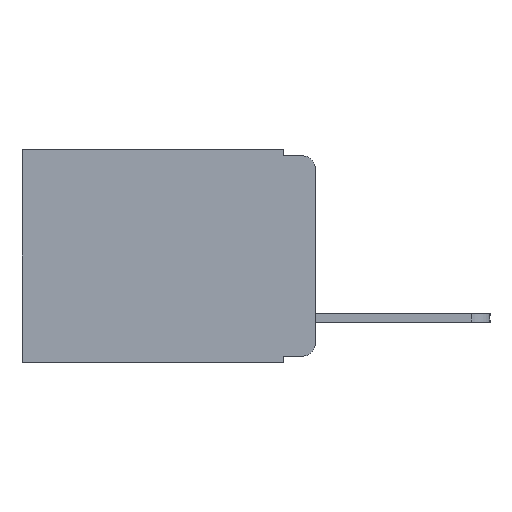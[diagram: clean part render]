
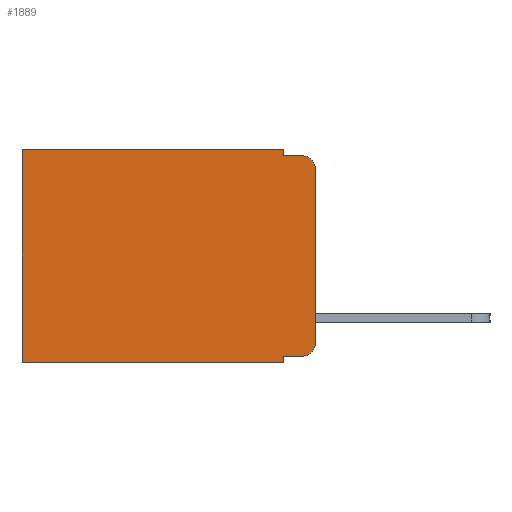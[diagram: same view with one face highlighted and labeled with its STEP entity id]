
A CAD part, left-side view. The second image highlights one B-rep face of the part: STEP entity #1889.
In plain terms, the highlighted planar face has unit normal (-1, 0, 0).
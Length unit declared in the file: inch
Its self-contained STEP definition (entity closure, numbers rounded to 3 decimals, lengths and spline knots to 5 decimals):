
#295 = VERTEX_POINT ( 'NONE', #5131 ) ;
#621 = CARTESIAN_POINT ( 'NONE',  ( 0.298, 0.051, -0.333 ) ) ;
#627 = ORIENTED_EDGE ( 'NONE', *, *, #9465, .F. ) ;
#822 = EDGE_CURVE ( 'NONE', #2115, #4672, #3611, .T. ) ;
#858 = CARTESIAN_POINT ( 'NONE',  ( 0.298, 0., -0.03 ) ) ;
#1039 = ORIENTED_EDGE ( 'NONE', *, *, #6630, .T. ) ;
#1047 = CIRCLE ( 'NONE', #8765, 0.02 ) ;
#1048 = VECTOR ( 'NONE', #5336, 39.37008 ) ;
#1164 = PLANE ( 'NONE',  #4192 ) ;
#1169 = ORIENTED_EDGE ( 'NONE', *, *, #2684, .F. ) ;
#1185 = DIRECTION ( 'NONE',  ( 0., 1., 0. ) ) ;
#1433 = CARTESIAN_POINT ( 'NONE',  ( 0.298, 0.473, 0. ) ) ;
#1457 = DIRECTION ( 'NONE',  ( 0., 0., -1. ) ) ;
#1640 = LINE ( 'NONE', #3467, #6017 ) ;
#1734 = ORIENTED_EDGE ( 'NONE', *, *, #6050, .F. ) ;
#1889 = ADVANCED_FACE ( 'NONE', ( #10172 ), #1164, .F. ) ;
#1939 = DIRECTION ( 'NONE',  ( 0., 0., -1. ) ) ;
#2115 = VERTEX_POINT ( 'NONE', #858 ) ;
#2461 = CARTESIAN_POINT ( 'NONE',  ( 0.298, 0.02, -0.333 ) ) ;
#2529 = EDGE_CURVE ( 'NONE', #2115, #6817, #5377, .T. ) ;
#2684 = EDGE_CURVE ( 'NONE', #6299, #4672, #7780, .T. ) ;
#2798 = DIRECTION ( 'NONE',  ( 0., 0., -1. ) ) ;
#2819 = DIRECTION ( 'NONE',  ( 1., 0., 0. ) ) ;
#2841 = DIRECTION ( 'NONE',  ( 0., 1., 0. ) ) ;
#2896 = CARTESIAN_POINT ( 'NONE',  ( 0.298, 0.051, -0.333 ) ) ;
#2921 = ORIENTED_EDGE ( 'NONE', *, *, #5676, .F. ) ;
#3053 = VECTOR ( 'NONE', #9536, 39.37008 ) ;
#3057 = VERTEX_POINT ( 'NONE', #2461 ) ;
#3107 = DIRECTION ( 'NONE',  ( -1., 0., 0. ) ) ;
#3467 = CARTESIAN_POINT ( 'NONE',  ( 0.298, 0.051, 0. ) ) ;
#3469 = EDGE_LOOP ( 'NONE', ( #3873, #4283, #1169, #627, #9955, #6900, #2921, #1734, #1039, #9633 ) ) ;
#3611 = CIRCLE ( 'NONE', #7851, 0.02 ) ;
#3873 = ORIENTED_EDGE ( 'NONE', *, *, #2529, .F. ) ;
#4125 = VECTOR ( 'NONE', #2841, 39.37008 ) ;
#4192 = AXIS2_PLACEMENT_3D ( 'NONE', #6971, #2819, #2798 ) ;
#4283 = ORIENTED_EDGE ( 'NONE', *, *, #822, .T. ) ;
#4412 = VECTOR ( 'NONE', #1185, 39.37008 ) ;
#4672 = VERTEX_POINT ( 'NONE', #10588 ) ;
#4696 = CARTESIAN_POINT ( 'NONE',  ( 0.298, 0.051, -0.01 ) ) ;
#5131 = CARTESIAN_POINT ( 'NONE',  ( 0.298, 0.051, -0.343 ) ) ;
#5169 = CARTESIAN_POINT ( 'NONE',  ( 0.298, 0.02, -0.313 ) ) ;
#5336 = DIRECTION ( 'NONE',  ( 0., 0., -1. ) ) ;
#5377 = LINE ( 'NONE', #9524, #6879 ) ;
#5512 = CARTESIAN_POINT ( 'NONE',  ( 0.298, 0.051, 0. ) ) ;
#5676 = EDGE_CURVE ( 'NONE', #295, #6454, #6811, .T. ) ;
#5827 = CARTESIAN_POINT ( 'NONE',  ( 0.298, 0.051, -0.01 ) ) ;
#5846 = DIRECTION ( 'NONE',  ( 0., -1., 0. ) ) ;
#5852 = LINE ( 'NONE', #10935, #1048 ) ;
#5867 = VERTEX_POINT ( 'NONE', #1433 ) ;
#5997 = LINE ( 'NONE', #8801, #4125 ) ;
#6017 = VECTOR ( 'NONE', #10075, 39.37008 ) ;
#6049 = DIRECTION ( 'NONE',  ( 0., -1., 0. ) ) ;
#6050 = EDGE_CURVE ( 'NONE', #8997, #295, #1640, .T. ) ;
#6078 = DIRECTION ( 'NONE',  ( 0., 0., -1. ) ) ;
#6273 = CARTESIAN_POINT ( 'NONE',  ( 0.298, 0., -0.313 ) ) ;
#6299 = VERTEX_POINT ( 'NONE', #4696 ) ;
#6454 = VERTEX_POINT ( 'NONE', #6659 ) ;
#6630 = EDGE_CURVE ( 'NONE', #8997, #3057, #7194, .T. ) ;
#6659 = CARTESIAN_POINT ( 'NONE',  ( 0.298, 0.473, -0.343 ) ) ;
#6811 = LINE ( 'NONE', #7412, #4412 ) ;
#6817 = VERTEX_POINT ( 'NONE', #6273 ) ;
#6879 = VECTOR ( 'NONE', #1939, 39.37008 ) ;
#6900 = ORIENTED_EDGE ( 'NONE', *, *, #7402, .T. ) ;
#6924 = EDGE_CURVE ( 'NONE', #10685, #5867, #5997, .T. ) ;
#6971 = CARTESIAN_POINT ( 'NONE',  ( 0.298, 0., 0. ) ) ;
#7182 = CARTESIAN_POINT ( 'NONE',  ( 0.298, 0.473, 0. ) ) ;
#7183 = EDGE_CURVE ( 'NONE', #3057, #6817, #1047, .T. ) ;
#7194 = LINE ( 'NONE', #621, #10816 ) ;
#7402 = EDGE_CURVE ( 'NONE', #5867, #6454, #7695, .T. ) ;
#7412 = CARTESIAN_POINT ( 'NONE',  ( 0.298, 0., -0.343 ) ) ;
#7695 = LINE ( 'NONE', #7182, #3053 ) ;
#7780 = LINE ( 'NONE', #5827, #9805 ) ;
#7851 = AXIS2_PLACEMENT_3D ( 'NONE', #10084, #3107, #1457 ) ;
#8765 = AXIS2_PLACEMENT_3D ( 'NONE', #5169, #10799, #6078 ) ;
#8801 = CARTESIAN_POINT ( 'NONE',  ( 0.298, 0., 0. ) ) ;
#8997 = VERTEX_POINT ( 'NONE', #2896 ) ;
#9465 = EDGE_CURVE ( 'NONE', #10685, #6299, #5852, .T. ) ;
#9524 = CARTESIAN_POINT ( 'NONE',  ( 0.298, 0., 0. ) ) ;
#9536 = DIRECTION ( 'NONE',  ( 0., 0., -1. ) ) ;
#9633 = ORIENTED_EDGE ( 'NONE', *, *, #7183, .T. ) ;
#9805 = VECTOR ( 'NONE', #5846, 39.37008 ) ;
#9955 = ORIENTED_EDGE ( 'NONE', *, *, #6924, .T. ) ;
#10075 = DIRECTION ( 'NONE',  ( 0., 0., -1. ) ) ;
#10084 = CARTESIAN_POINT ( 'NONE',  ( 0.298, 0.02, -0.03 ) ) ;
#10172 = FACE_OUTER_BOUND ( 'NONE', #3469, .T. ) ;
#10588 = CARTESIAN_POINT ( 'NONE',  ( 0.298, 0.02, -0.01 ) ) ;
#10685 = VERTEX_POINT ( 'NONE', #5512 ) ;
#10799 = DIRECTION ( 'NONE',  ( -1., 0., 0. ) ) ;
#10816 = VECTOR ( 'NONE', #6049, 39.37008 ) ;
#10935 = CARTESIAN_POINT ( 'NONE',  ( 0.298, 0.051, 0. ) ) ;
